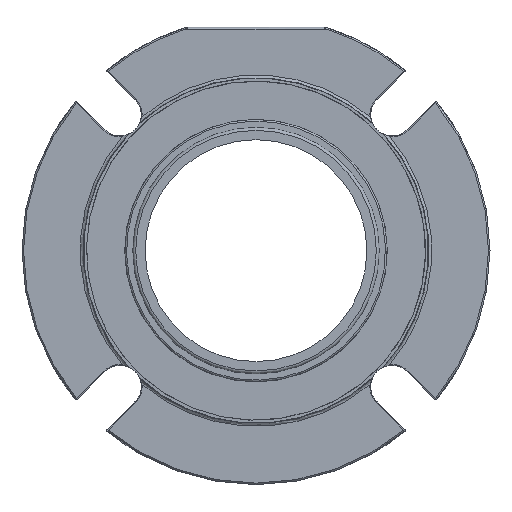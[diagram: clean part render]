
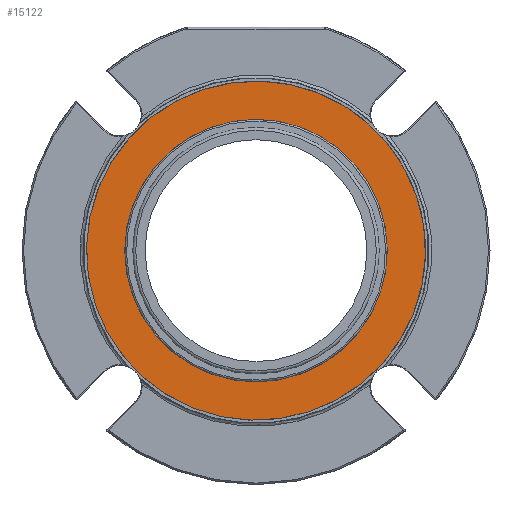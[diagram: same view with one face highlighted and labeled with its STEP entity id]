
A CAD part, left-side view. The second image highlights one B-rep face of the part: STEP entity #15122.
In plain terms, the highlighted planar face has unit normal (-1, 0, 0).
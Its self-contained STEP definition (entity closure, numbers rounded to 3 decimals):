
#2141=PLANE('',#16104);
#5304=ORIENTED_EDGE('',*,*,#6912,.T.);
#5305=ORIENTED_EDGE('',*,*,#6911,.T.);
#6911=EDGE_CURVE('',#7936,#7936,#8411,.T.);
#6912=EDGE_CURVE('',#7937,#7937,#8412,.T.);
#7936=VERTEX_POINT('',#27112);
#7937=VERTEX_POINT('',#27115);
#8411=CIRCLE('',#16103,87.313);
#8412=CIRCLE('',#16105,67.628);
#9131=EDGE_LOOP('',(#5304));
#9132=EDGE_LOOP('',(#5305));
#9866=FACE_BOUND('',#9131,.T.);
#9867=FACE_BOUND('',#9132,.T.);
#15122=ADVANCED_FACE('',(#9866,#9867),#2141,.F.);
#16103=AXIS2_PLACEMENT_3D('',#27111,#18582,#18583);
#16104=AXIS2_PLACEMENT_3D('',#27113,#18584,#18585);
#16105=AXIS2_PLACEMENT_3D('',#27114,#18586,#18587);
#18582=DIRECTION('',(-1.,0.,0.));
#18583=DIRECTION('',(0.,0.369,-0.929));
#18584=DIRECTION('',(1.,0.,0.));
#18585=DIRECTION('',(0.,-0.369,0.929));
#18586=DIRECTION('',(1.,0.,0.));
#18587=DIRECTION('',(0.,1.,0.));
#27111=CARTESIAN_POINT('',(-10.902,0.,0.));
#27112=CARTESIAN_POINT('',(-10.902,32.227,-81.147));
#27113=CARTESIAN_POINT('',(-10.902,-32.227,81.147));
#27114=CARTESIAN_POINT('',(-10.902,0.,0.));
#27115=CARTESIAN_POINT('',(-10.902,67.628,0.));
